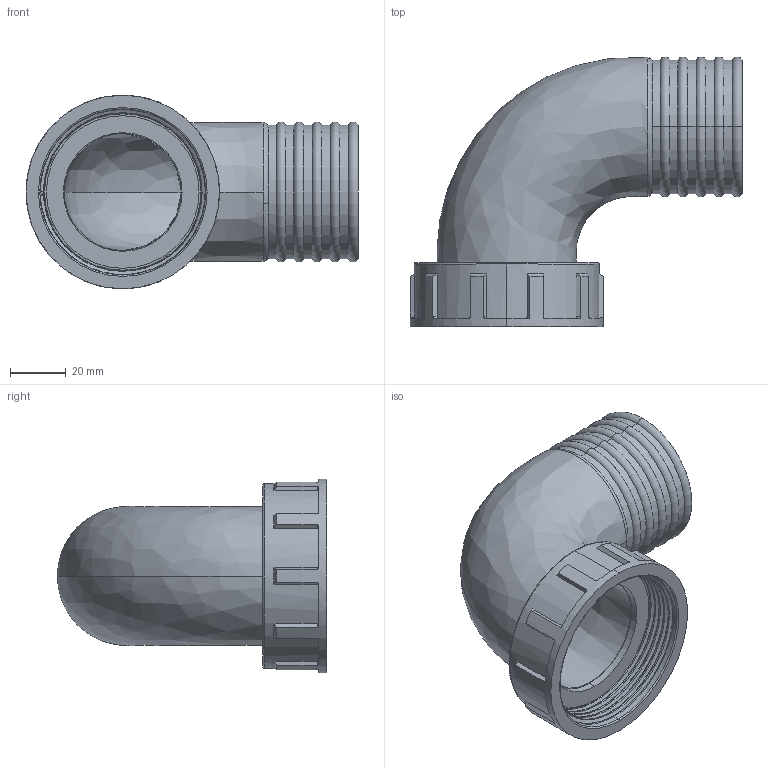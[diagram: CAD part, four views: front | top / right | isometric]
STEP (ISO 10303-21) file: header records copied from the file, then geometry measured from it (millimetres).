
FILE_DESCRIPTION (( 'STEP AP203' ), '1' );
FILE_NAME ('00121_1550.STEP', '2017-05-10T14:20:51', ( '' ), ( '' ), 'SwSTEP 2.0', 'SolidWorks 2011', '' );
FILE_SCHEMA (( 'CONFIG_CONTROL_DESIGN' ));
Length unit declared in the file: millimetre
Products named in the file (4): 00121_1550; 00125_1515; 00122_1515; 00124_1550
Assembly tree (3 placements, depth 2):
  00121_1550
    00125_1515
    00122_1515
    00124_1550
Bounding box: 119.25 x 96.89 x 69.5 mm (x, y, z)
Volume: 94257.8 mm3; surface area: 55271.1 mm2
Topology: 3 solids, 3 shells, 160 faces, 472 edges, 317 vertices
Faces by surface type: cylinder 58, plane 58, torus 21, cone 12, bspline 11
Entity records: 11878 total; most frequent: CARTESIAN_POINT 7337, ORIENTED_EDGE 938, DIRECTION 827, EDGE_CURVE 469, AXIS2_PLACEMENT_3D 324, VERTEX_POINT 317, LINE 179, VECTOR 179
